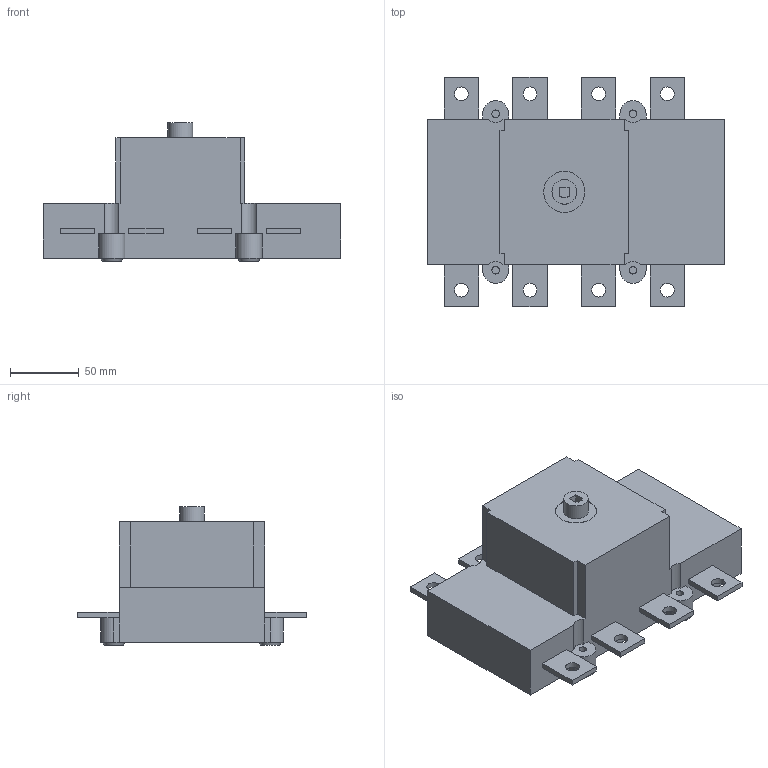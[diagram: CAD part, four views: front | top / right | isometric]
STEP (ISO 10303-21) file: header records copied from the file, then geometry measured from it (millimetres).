
FILE_DESCRIPTION(/* description */ (''),/* implementation_level */ '2;1');
FILE_NAME(/* name */ '3d_GE0250DT4.stp',/* time_stamp */ '2018-10-08T14:57:07+02:00',/* author */ ('Andrzej'),/* organization */ (''),/* preprocessor_version */ 'ST-DEVELOPER v16.13',/* originating_system */ 'AutoCAD Mechanical',/* authorisation */ '');
FILE_SCHEMA (('AUTOMOTIVE_DESIGN { 1 0 10303 214 3 1 1 }'));
Length unit declared in the file: millimetre
Products named in the file (1): Product
Bounding box: 217 x 167 x 101 mm (x, y, z)
Volume: 1428861.1 mm3; surface area: 110549.1 mm2
Topology: 1 solids, 1 shells, 119 faces, 321 edges, 242 vertices
Faces by surface type: plane 93, cylinder 22, cone 4
Full cylindrical faces by diameter (mm): 5.5 x4, 10 x8, 18 x1, 30 x1
Entity records: 3656 total; most frequent: CARTESIAN_POINT 661, DIRECTION 595, ORIENTED_EDGE 552, EDGE_CURVE 276, LINE 243, VECTOR 243, VERTEX_POINT 196, AXIS2_PLACEMENT_3D 176
